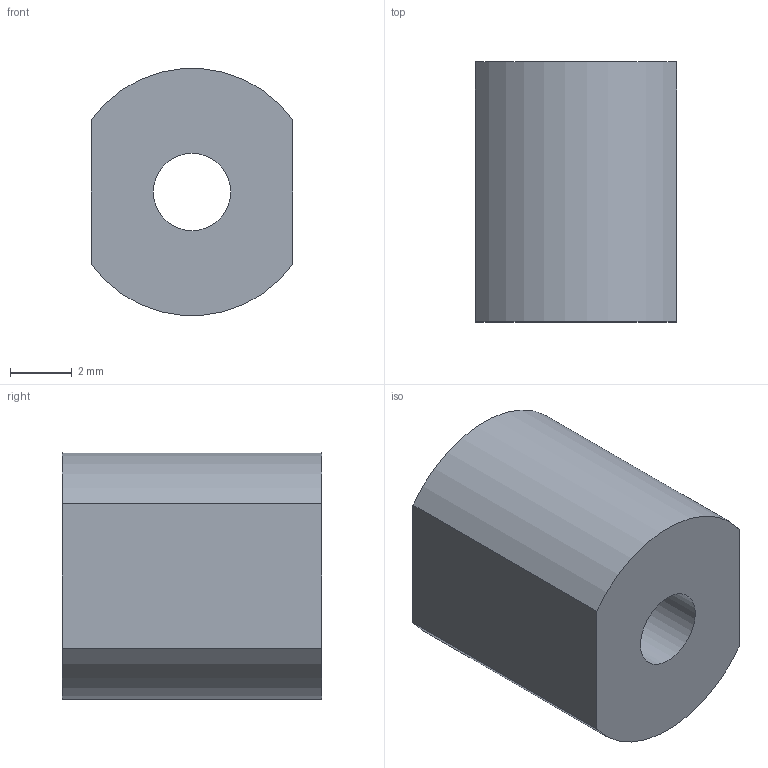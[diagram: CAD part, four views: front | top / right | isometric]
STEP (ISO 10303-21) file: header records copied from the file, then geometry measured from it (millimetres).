
FILE_DESCRIPTION(/* description */ (''),/* implementation_level */ '2;1');
FILE_NAME(/* name */ 'Hallsensor_DistanceBolt_8mm4.stp',/* time_stamp */ '2024-09-30T14:27:07+02:00',/* author */ ('ppovolni'),/* organization */ (''),/* preprocessor_version */ 'ST-DEVELOPER v18.1',/* originating_system */ 'Autodesk Inventor 2022',/* authorisation */ '');
FILE_SCHEMA (('AUTOMOTIVE_DESIGN { 1 0 10303 214 3 1 1 }'));
Length unit declared in the file: millimetre
Products named in the file (1): HallSensor_Abstand_8mm4
Bounding box: 6.5 x 8.4 x 7.97 mm (x, y, z)
Volume: 341 mm3; surface area: 353 mm2
Topology: 1 solids, 1 shells, 7 faces, 15 edges, 10 vertices
Faces by surface type: plane 4, cylinder 3
Full cylindrical faces by diameter (mm): 2.5 x1
Entity records: 242 total; most frequent: DIRECTION 37, CARTESIAN_POINT 33, ORIENTED_EDGE 30, EDGE_CURVE 15, AXIS2_PLACEMENT_3D 14, VERTEX_POINT 10, EDGE_LOOP 9, LINE 9
